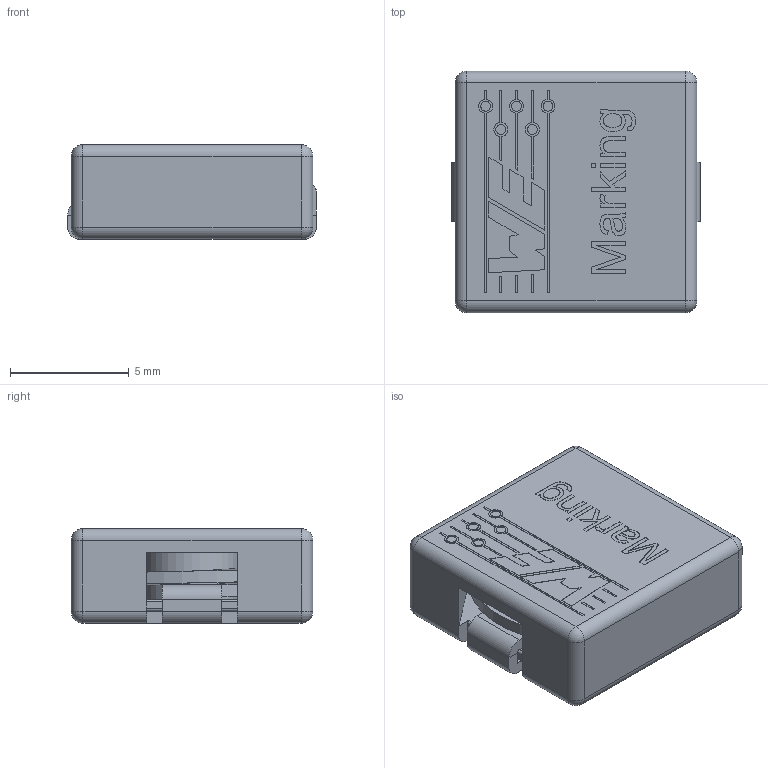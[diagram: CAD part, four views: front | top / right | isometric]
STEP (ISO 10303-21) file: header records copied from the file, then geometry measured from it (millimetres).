
FILE_DESCRIPTION(/* description */ ('Unknown'),/* implementation_level */ '2;1');
FILE_NAME(/* name */ 'L_Wurth_WE-HCI_1040',/* time_stamp */ '2022-03-08T10:12:30+08:00',/* author */ ('Unknown'),/* organization */ ('Unknown'),/* preprocessor_version */ 'ST-DEVELOPER v16.7',/* originating_system */ 'Solid Edge',/* authorisation */ 'Unknown');
FILE_SCHEMA (('AUTOMOTIVE_DESIGN {1 0 10303 214 3 1 1}'));
Length unit declared in the file: millimetre
Products named in the file (2): L_Wurth_WE-HCI_1040
Assembly tree (1 placements, depth 2):
  L_Wurth_WE-HCI_1040
    L_Wurth_WE-HCI_1040
Bounding box: 10.5 x 10.2 x 4 mm (x, y, z)
Volume: 328.3 mm3; surface area: 768.8 mm2
Topology: 2 solids, 2 shells, 260 faces, 663 edges, 422 vertices
Faces by surface type: plane 185, cylinder 49, bspline 18, sphere 8
Full cylindrical faces by diameter (mm): 0.416 x5, 4 x1
Entity records: 9978 total; most frequent: CARTESIAN_POINT 2237, ORIENTED_EDGE 1296, DIRECTION 1185, EDGE_CURVE 648, LINE 509, VECTOR 509, VERTEX_POINT 422, AXIS2_PLACEMENT_3D 338
